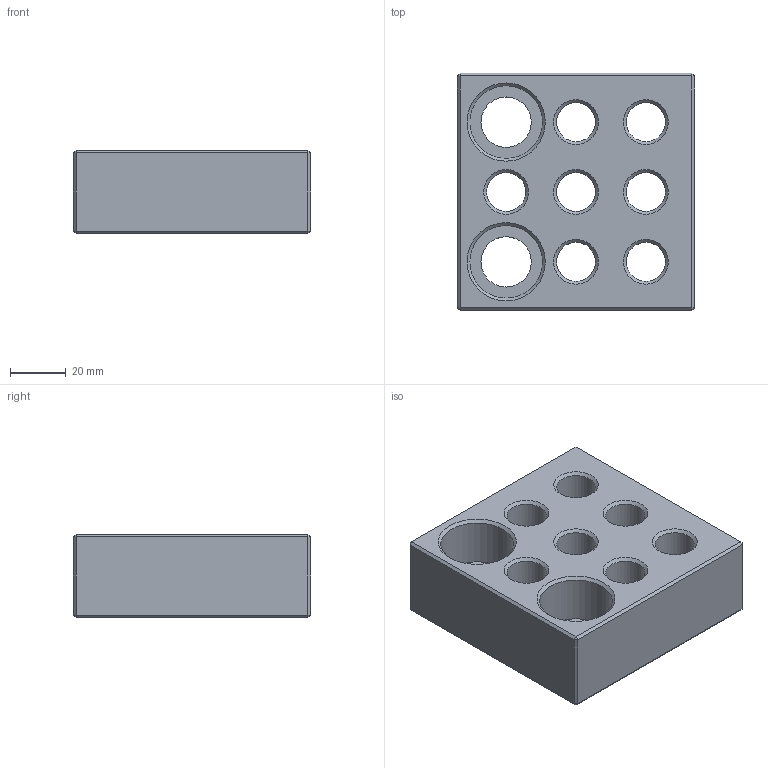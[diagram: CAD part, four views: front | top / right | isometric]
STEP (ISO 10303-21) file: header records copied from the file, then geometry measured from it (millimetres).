
FILE_DESCRIPTION( ( 'Unknown' ), '1' );
FILE_NAME( 'SU07-1630.stp', 'Unknown', ( 'Unknown' ), ( 'Unknown' ), 'XStep 1.0', 'Unknown', ' ' );
FILE_SCHEMA( ( 'CONFIG_CONTROL_DESIGN' ) );
Length unit declared in the file: millimetre
Products named in the file (1): 1
Bounding box: 85 x 85 x 30 mm (x, y, z)
Volume: 158342.7 mm3; surface area: 34040.1 mm2
Topology: 1 solids, 1 shells, 57 faces, 119 edges, 66 vertices
Faces by surface type: plane 28, cone 18, cylinder 11
Full cylindrical faces by diameter (mm): 14 x7, 18 x2, 26 x2
Entity records: 1390 total; most frequent: DIRECTION 244, CARTESIAN_POINT 210, ORIENTED_EDGE 176, EDGE_LOOP 106, AXIS2_PLACEMENT_3D 98, EDGE_CURVE 88, FACE_OUTER_BOUND 68, VERTEX_POINT 64
